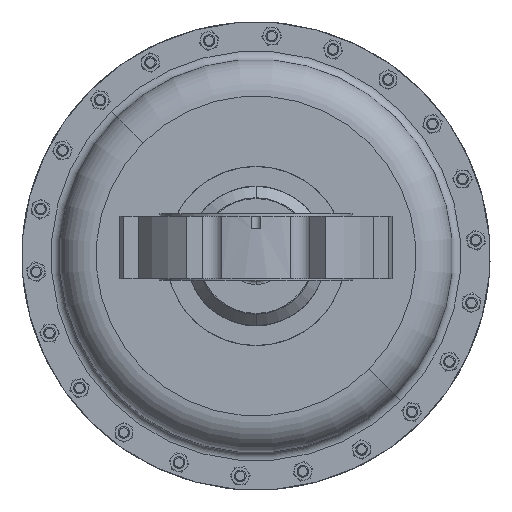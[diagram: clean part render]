
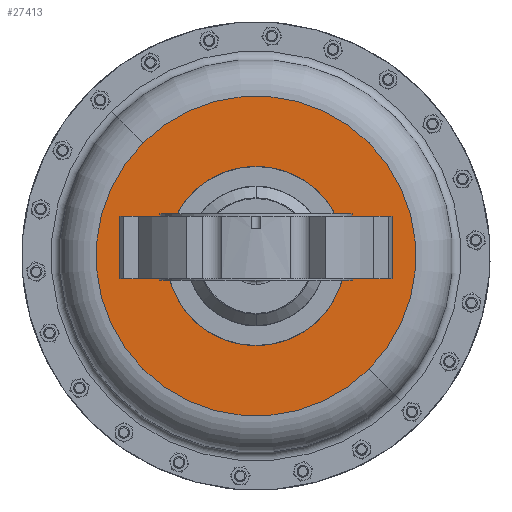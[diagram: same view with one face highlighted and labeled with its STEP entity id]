
A CAD part, front view. The second image highlights one B-rep face of the part: STEP entity #27413.
In plain terms, the highlighted planar face has unit normal (0, -1, 0).
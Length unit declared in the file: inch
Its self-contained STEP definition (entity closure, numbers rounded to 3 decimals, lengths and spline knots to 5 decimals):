
#7 = AXIS2_PLACEMENT_3D ( 'NONE', #35318, #35933, #36169 ) ;
#277 = ORIENTED_EDGE ( 'NONE', *, *, #4911, .T. ) ;
#523 = CIRCLE ( 'NONE', #20072, 5.125 ) ;
#1509 = EDGE_LOOP ( 'NONE', ( #277, #16674 ) ) ;
#4911 = EDGE_CURVE ( 'NONE', #30334, #35996, #17646, .T. ) ;
#5488 = EDGE_CURVE ( 'NONE', #31606, #37059, #523, .T. ) ;
#5783 = DIRECTION ( 'NONE',  ( -0.707, 0., 0.707 ) ) ;
#5890 = CIRCLE ( 'NONE', #21957, 5.125 ) ;
#6460 = ORIENTED_EDGE ( 'NONE', *, *, #15359, .F. ) ;
#7967 = DIRECTION ( 'NONE',  ( 0.707, 0., -0.707 ) ) ;
#8005 = DIRECTION ( 'NONE',  ( 0., 1., 0. ) ) ;
#8012 = CARTESIAN_POINT ( 'NONE',  ( 3.58154, 19.25686, 8.82352 ) ) ;
#8814 = CARTESIAN_POINT ( 'NONE',  ( 7.20546, 19.25686, 5.1996 ) ) ;
#11924 = CARTESIAN_POINT ( 'NONE',  ( 3.58154, 19.25686, 8.82352 ) ) ;
#13967 = DIRECTION ( 'NONE',  ( 0., 1., 0. ) ) ;
#14728 = DIRECTION ( 'NONE',  ( 0.707, 0., -0.707 ) ) ;
#14921 = EDGE_LOOP ( 'NONE', ( #6460, #16134 ) ) ;
#15359 = EDGE_CURVE ( 'NONE', #37059, #31606, #5890, .T. ) ;
#16134 = ORIENTED_EDGE ( 'NONE', *, *, #5488, .F. ) ;
#16674 = ORIENTED_EDGE ( 'NONE', *, *, #33439, .T. ) ;
#16806 = AXIS2_PLACEMENT_3D ( 'NONE', #31393, #13967, #34333 ) ;
#17646 = CIRCLE ( 'NONE', #7, 2.375 ) ;
#18411 = CARTESIAN_POINT ( 'NONE',  ( 1.90216, 19.25686, 10.5029 ) ) ;
#20072 = AXIS2_PLACEMENT_3D ( 'NONE', #8012, #8005, #7967 ) ;
#21957 = AXIS2_PLACEMENT_3D ( 'NONE', #11924, #32161, #14728 ) ;
#22691 = DIRECTION ( 'NONE',  ( 0., -1., 0. ) ) ;
#22784 = FACE_BOUND ( 'NONE', #1509, .T. ) ;
#23026 = CIRCLE ( 'NONE', #16806, 2.375 ) ;
#25043 = CARTESIAN_POINT ( 'NONE',  ( -0.04238, 19.25686, 12.44744 ) ) ;
#27413 = ADVANCED_FACE ( 'NONE', ( #30635, #22784 ), #31477, .T. ) ;
#28179 = AXIS2_PLACEMENT_3D ( 'NONE', #34439, #22691, #5783 ) ;
#30334 = VERTEX_POINT ( 'NONE', #33195 ) ;
#30635 = FACE_OUTER_BOUND ( 'NONE', #14921, .T. ) ;
#31393 = CARTESIAN_POINT ( 'NONE',  ( 3.58154, 19.25686, 8.82352 ) ) ;
#31477 = PLANE ( 'NONE',  #28179 ) ;
#31606 = VERTEX_POINT ( 'NONE', #25043 ) ;
#32161 = DIRECTION ( 'NONE',  ( 0., 1., 0. ) ) ;
#33195 = CARTESIAN_POINT ( 'NONE',  ( 5.26092, 19.25686, 7.14414 ) ) ;
#33439 = EDGE_CURVE ( 'NONE', #35996, #30334, #23026, .T. ) ;
#34333 = DIRECTION ( 'NONE',  ( -0.707, 0., 0.707 ) ) ;
#34439 = CARTESIAN_POINT ( 'NONE',  ( -0.04238, 19.25686, 5.1996 ) ) ;
#35318 = CARTESIAN_POINT ( 'NONE',  ( 3.58154, 19.25686, 8.82352 ) ) ;
#35933 = DIRECTION ( 'NONE',  ( 0., 1., 0. ) ) ;
#35996 = VERTEX_POINT ( 'NONE', #18411 ) ;
#36169 = DIRECTION ( 'NONE',  ( -0.707, 0., 0.707 ) ) ;
#37059 = VERTEX_POINT ( 'NONE', #8814 ) ;
